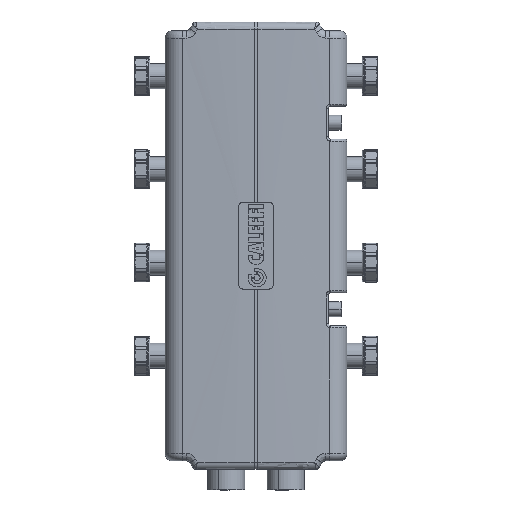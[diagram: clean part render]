
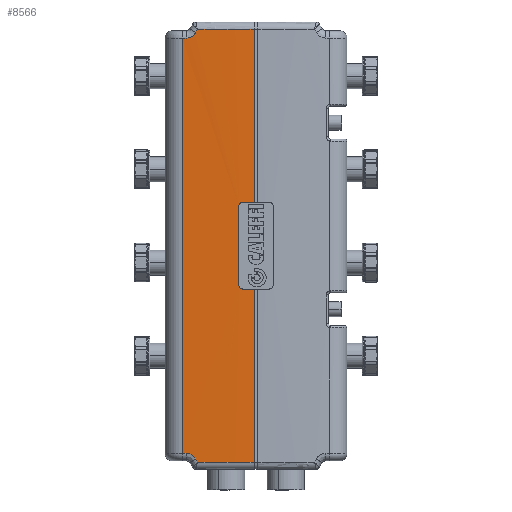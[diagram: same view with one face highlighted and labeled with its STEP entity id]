
A CAD part, left-side view. The second image highlights one B-rep face of the part: STEP entity #8566.
In plain terms, the highlighted cylindrical face has radius 1250 mm (diameter 2500 mm), a partial arc.
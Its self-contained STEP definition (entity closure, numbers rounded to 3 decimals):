
#6382=CARTESIAN_POINT('Vertex',(210.172,2.434,-427.335)) ;
#6404=CARTESIAN_POINT('Axis2P3D Location',(1460.172,2.434,-427.335)) ;
#6408=CARTESIAN_POINT('Vertex',(212.47,78.193,-427.335)) ;
#6576=CARTESIAN_POINT('Control Point',(212.613,80.521,-423.335)) ;
#6577=CARTESIAN_POINT('Control Point',(212.584,80.055,-424.135)) ;
#6578=CARTESIAN_POINT('Control Point',(212.555,79.59,-424.935)) ;
#6579=CARTESIAN_POINT('Control Point',(212.526,79.124,-425.735)) ;
#6580=CARTESIAN_POINT('Control Point',(212.498,78.659,-426.535)) ;
#6581=CARTESIAN_POINT('Control Point',(212.47,78.193,-427.335)) ;
#6582=CARTESIAN_POINT('Vertex',(212.613,80.521,-423.335)) ;
#6657=CARTESIAN_POINT('Control Point',(212.613,80.521,-423.335)) ;
#6658=CARTESIAN_POINT('Control Point',(212.655,81.192,-422.183)) ;
#6659=CARTESIAN_POINT('Control Point',(212.706,81.99,-421.106)) ;
#6660=CARTESIAN_POINT('Control Point',(212.764,82.905,-420.123)) ;
#6661=CARTESIAN_POINT('Control Point',(212.897,84.942,-418.37)) ;
#6662=CARTESIAN_POINT('Control Point',(213.056,87.311,-417.104)) ;
#6663=CARTESIAN_POINT('Control Point',(213.142,88.564,-416.603)) ;
#6664=CARTESIAN_POINT('Control Point',(213.265,90.335,-416.113)) ;
#6665=CARTESIAN_POINT('Control Point',(213.395,92.15,-415.894)) ;
#6666=CARTESIAN_POINT('Control Point',(213.431,92.638,-415.855)) ;
#6667=CARTESIAN_POINT('Control Point',(213.466,93.127,-415.835)) ;
#6668=CARTESIAN_POINT('Control Point',(213.502,93.616,-415.835)) ;
#6669=CARTESIAN_POINT('Vertex',(213.502,93.616,-415.835)) ;
#6693=CARTESIAN_POINT('Axis2P3D Location',(1460.172,2.434,-415.835)) ;
#6697=CARTESIAN_POINT('Vertex',(213.902,98.93,-415.835)) ;
#6736=CARTESIAN_POINT('Line Origine',(213.902,98.93,-156.335)) ;
#6740=CARTESIAN_POINT('Vertex',(213.902,98.93,141.165)) ;
#6802=CARTESIAN_POINT('Axis2P3D Location',(1460.172,2.434,141.165)) ;
#6806=CARTESIAN_POINT('Vertex',(213.502,93.616,141.165)) ;
#6878=CARTESIAN_POINT('Control Point',(213.502,93.616,141.165)) ;
#6879=CARTESIAN_POINT('Control Point',(213.429,92.617,141.165)) ;
#6880=CARTESIAN_POINT('Control Point',(213.357,91.617,141.247)) ;
#6881=CARTESIAN_POINT('Control Point',(213.286,90.626,141.411)) ;
#6882=CARTESIAN_POINT('Control Point',(213.144,88.6,141.92)) ;
#6883=CARTESIAN_POINT('Control Point',(213.014,86.688,142.767)) ;
#6884=CARTESIAN_POINT('Control Point',(212.95,85.736,143.294)) ;
#6885=CARTESIAN_POINT('Control Point',(212.831,83.943,144.511)) ;
#6886=CARTESIAN_POINT('Control Point',(212.731,82.392,146.028)) ;
#6887=CARTESIAN_POINT('Control Point',(212.687,81.689,146.851)) ;
#6888=CARTESIAN_POINT('Control Point',(212.647,81.063,147.733)) ;
#6889=CARTESIAN_POINT('Control Point',(212.613,80.521,148.665)) ;
#6890=CARTESIAN_POINT('Vertex',(212.613,80.521,148.665)) ;
#7018=CARTESIAN_POINT('Control Point',(212.613,80.521,148.665)) ;
#7019=CARTESIAN_POINT('Control Point',(212.584,80.055,149.465)) ;
#7020=CARTESIAN_POINT('Control Point',(212.555,79.59,150.265)) ;
#7021=CARTESIAN_POINT('Control Point',(212.526,79.124,151.065)) ;
#7022=CARTESIAN_POINT('Control Point',(212.498,78.659,151.865)) ;
#7023=CARTESIAN_POINT('Control Point',(212.47,78.193,152.665)) ;
#7024=CARTESIAN_POINT('Vertex',(212.47,78.193,152.665)) ;
#7069=CARTESIAN_POINT('Axis2P3D Location',(1460.172,2.434,152.665)) ;
#7073=CARTESIAN_POINT('Vertex',(210.172,2.434,152.665)) ;
#8481=CARTESIAN_POINT('Vertex',(210.172,2.434,-195.335)) ;
#8484=CARTESIAN_POINT('Line Origine',(210.172,2.434,-311.335)) ;
#8497=CARTESIAN_POINT('Axis2P3D Location',(1460.172,2.434,-156.335)) ;
#8502=CARTESIAN_POINT('Line Origine',(210.172,2.434,-156.335)) ;
#8506=CARTESIAN_POINT('Vertex',(210.172,2.434,-79.335)) ;
#8509=CARTESIAN_POINT('Axis2P3D Location',(1460.172,2.434,-195.335)) ;
#8513=CARTESIAN_POINT('Vertex',(210.269,18.,-195.335)) ;
#8517=CARTESIAN_POINT('Control Point',(210.341,23.,-190.335)) ;
#8518=CARTESIAN_POINT('Control Point',(210.341,23.,-191.906)) ;
#8519=CARTESIAN_POINT('Control Point',(210.331,22.385,-193.478)) ;
#8520=CARTESIAN_POINT('Control Point',(210.31,21.143,-194.72)) ;
#8521=CARTESIAN_POINT('Control Point',(210.288,19.571,-195.335)) ;
#8522=CARTESIAN_POINT('Control Point',(210.269,18.,-195.335)) ;
#8523=CARTESIAN_POINT('Vertex',(210.341,23.,-190.335)) ;
#8526=CARTESIAN_POINT('Line Origine',(210.341,23.,-156.335)) ;
#8530=CARTESIAN_POINT('Vertex',(210.341,23.,-84.335)) ;
#8534=CARTESIAN_POINT('Control Point',(210.341,23.,-84.335)) ;
#8535=CARTESIAN_POINT('Control Point',(210.341,23.,-82.764)) ;
#8536=CARTESIAN_POINT('Control Point',(210.331,22.385,-81.192)) ;
#8537=CARTESIAN_POINT('Control Point',(210.31,21.143,-79.95)) ;
#8538=CARTESIAN_POINT('Control Point',(210.288,19.571,-79.335)) ;
#8539=CARTESIAN_POINT('Control Point',(210.269,18.,-79.335)) ;
#8540=CARTESIAN_POINT('Vertex',(210.269,18.,-79.335)) ;
#8543=CARTESIAN_POINT('Axis2P3D Location',(1460.172,2.434,-79.335)) ;
#6738=VECTOR('Line Direction',#6737,1.) ;
#8486=VECTOR('Line Direction',#8485,1.) ;
#8504=VECTOR('Line Direction',#8503,1.) ;
#8528=VECTOR('Line Direction',#8527,1.) ;
#6405=DIRECTION('Axis2P3D Direction',(0.,0.,-1.)) ;
#6694=DIRECTION('Axis2P3D Direction',(0.,0.,-1.)) ;
#6737=DIRECTION('Vector Direction',(0.,0.,1.)) ;
#6803=DIRECTION('Axis2P3D Direction',(0.,0.,1.)) ;
#7070=DIRECTION('Axis2P3D Direction',(0.,0.,1.)) ;
#8485=DIRECTION('Vector Direction',(0.,0.,-1.)) ;
#8498=DIRECTION('Axis2P3D Direction',(0.,0.,1.)) ;
#8499=DIRECTION('Axis2P3D XDirection',(-0.997,0.077,0.)) ;
#8503=DIRECTION('Vector Direction',(0.,0.,1.)) ;
#8510=DIRECTION('Axis2P3D Direction',(0.,0.,1.)) ;
#8527=DIRECTION('Vector Direction',(0.,0.,1.)) ;
#8544=DIRECTION('Axis2P3D Direction',(0.,0.,1.)) ;
#6406=AXIS2_PLACEMENT_3D('Circle Axis2P3D',#6404,#6405,$) ;
#6695=AXIS2_PLACEMENT_3D('Circle Axis2P3D',#6693,#6694,$) ;
#6804=AXIS2_PLACEMENT_3D('Circle Axis2P3D',#6802,#6803,$) ;
#7071=AXIS2_PLACEMENT_3D('Circle Axis2P3D',#7069,#7070,$) ;
#8500=AXIS2_PLACEMENT_3D('Cylinder Axis2P3D',#8497,#8498,#8499) ;
#8511=AXIS2_PLACEMENT_3D('Circle Axis2P3D',#8509,#8510,$) ;
#8545=AXIS2_PLACEMENT_3D('Circle Axis2P3D',#8543,#8544,$) ;
#6739=LINE('Line',#6736,#6738) ;
#8487=LINE('Line',#8484,#8486) ;
#8505=LINE('Line',#8502,#8504) ;
#8529=LINE('Line',#8526,#8528) ;
#6407=CIRCLE('generated circle',#6406,1250.) ;
#6696=CIRCLE('generated circle',#6695,1250.) ;
#6805=CIRCLE('generated circle',#6804,1250.) ;
#7072=CIRCLE('generated circle',#7071,1250.) ;
#8512=CIRCLE('generated circle',#8511,1250.) ;
#8546=CIRCLE('generated circle',#8545,1250.) ;
#8501=CYLINDRICAL_SURFACE('generated cylinder',#8500,1250.) ;
#6410=EDGE_CURVE('',#6383,#6409,#6407,.T.) ;
#6584=EDGE_CURVE('',#6409,#6583,#6575,.F.) ;
#6671=EDGE_CURVE('',#6583,#6670,#6656,.T.) ;
#6699=EDGE_CURVE('',#6670,#6698,#6696,.T.) ;
#6742=EDGE_CURVE('',#6741,#6698,#6739,.F.) ;
#6808=EDGE_CURVE('',#6741,#6807,#6805,.T.) ;
#6892=EDGE_CURVE('',#6807,#6891,#6877,.T.) ;
#7026=EDGE_CURVE('',#6891,#7025,#7017,.T.) ;
#7075=EDGE_CURVE('',#7025,#7074,#7072,.T.) ;
#8488=EDGE_CURVE('',#8482,#6383,#8487,.T.) ;
#8508=EDGE_CURVE('',#7074,#8507,#8505,.F.) ;
#8515=EDGE_CURVE('',#8514,#8482,#8512,.T.) ;
#8525=EDGE_CURVE('',#8524,#8514,#8516,.T.) ;
#8532=EDGE_CURVE('',#8531,#8524,#8529,.F.) ;
#8542=EDGE_CURVE('',#8531,#8541,#8533,.T.) ;
#8547=EDGE_CURVE('',#8507,#8541,#8546,.F.) ;
#8549=ORIENTED_EDGE('',*,*,#8508,.F.) ;
#8550=ORIENTED_EDGE('',*,*,#7075,.F.) ;
#8551=ORIENTED_EDGE('',*,*,#7026,.F.) ;
#8552=ORIENTED_EDGE('',*,*,#6892,.F.) ;
#8553=ORIENTED_EDGE('',*,*,#6808,.F.) ;
#8554=ORIENTED_EDGE('',*,*,#6742,.T.) ;
#8555=ORIENTED_EDGE('',*,*,#6699,.F.) ;
#8556=ORIENTED_EDGE('',*,*,#6671,.F.) ;
#8557=ORIENTED_EDGE('',*,*,#6584,.F.) ;
#8558=ORIENTED_EDGE('',*,*,#6410,.F.) ;
#8559=ORIENTED_EDGE('',*,*,#8488,.F.) ;
#8560=ORIENTED_EDGE('',*,*,#8515,.F.) ;
#8561=ORIENTED_EDGE('',*,*,#8525,.F.) ;
#8562=ORIENTED_EDGE('',*,*,#8532,.F.) ;
#8563=ORIENTED_EDGE('',*,*,#8542,.T.) ;
#8564=ORIENTED_EDGE('',*,*,#8547,.F.) ;
#8548=EDGE_LOOP('',(#8549,#8550,#8551,#8552,#8553,#8554,#8555,#8556,#8557,#8558,#8559,#8560,#8561,#8562,#8563,#8564)) ;
#6383=VERTEX_POINT('',#6382) ;
#6409=VERTEX_POINT('',#6408) ;
#6583=VERTEX_POINT('',#6582) ;
#6670=VERTEX_POINT('',#6669) ;
#6698=VERTEX_POINT('',#6697) ;
#6741=VERTEX_POINT('',#6740) ;
#6807=VERTEX_POINT('',#6806) ;
#6891=VERTEX_POINT('',#6890) ;
#7025=VERTEX_POINT('',#7024) ;
#7074=VERTEX_POINT('',#7073) ;
#8482=VERTEX_POINT('',#8481) ;
#8507=VERTEX_POINT('',#8506) ;
#8514=VERTEX_POINT('',#8513) ;
#8524=VERTEX_POINT('',#8523) ;
#8531=VERTEX_POINT('',#8530) ;
#8541=VERTEX_POINT('',#8540) ;
#8566=ADVANCED_FACE('PartBody',(#8565),#8501,.T.) ;
#6575=B_SPLINE_CURVE_WITH_KNOTS('',5,(#6576,#6577,#6578,#6579,#6580,#6581),.UNSPECIFIED.,.F.,.U.,(6,6),(105.846,112.387),.UNSPECIFIED.) ;
#6656=B_SPLINE_CURVE_WITH_KNOTS('',5,(#6657,#6658,#6659,#6660,#6661,#6662,#6663,#6664,#6665,#6666,#6667,#6668),.UNSPECIFIED.,.F.,.U.,(6,3,3,6),(41.638,48.668,55.743,58.331),.UNSPECIFIED.) ;
#6877=B_SPLINE_CURVE_WITH_KNOTS('',5,(#6878,#6879,#6880,#6881,#6882,#6883,#6884,#6885,#6886,#6887,#6888,#6889),.UNSPECIFIED.,.F.,.U.,(6,3,3,6),(41.618,46.908,52.626,58.31),.UNSPECIFIED.) ;
#7017=B_SPLINE_CURVE_WITH_KNOTS('',5,(#7018,#7019,#7020,#7021,#7022,#7023),.UNSPECIFIED.,.F.,.U.,(6,6),(105.846,112.387),.UNSPECIFIED.) ;
#8516=B_SPLINE_CURVE_WITH_KNOTS('',5,(#8517,#8518,#8519,#8520,#8521,#8522),.UNSPECIFIED.,.F.,.U.,(6,6),(0.,11.108),.UNSPECIFIED.) ;
#8533=B_SPLINE_CURVE_WITH_KNOTS('',5,(#8534,#8535,#8536,#8537,#8538,#8539),.UNSPECIFIED.,.F.,.U.,(6,6),(0.,11.108),.UNSPECIFIED.) ;
#8565=FACE_OUTER_BOUND('',#8548,.T.) ;
